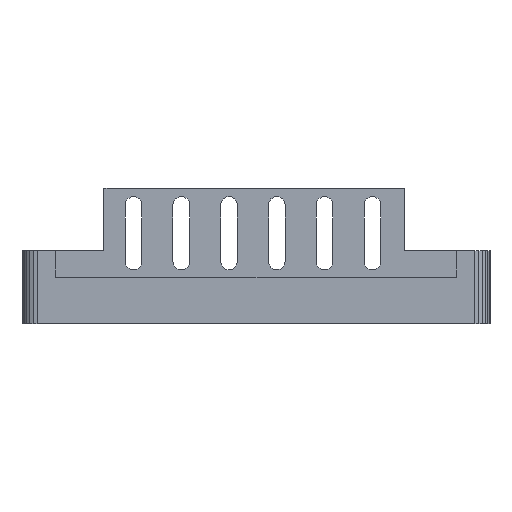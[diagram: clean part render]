
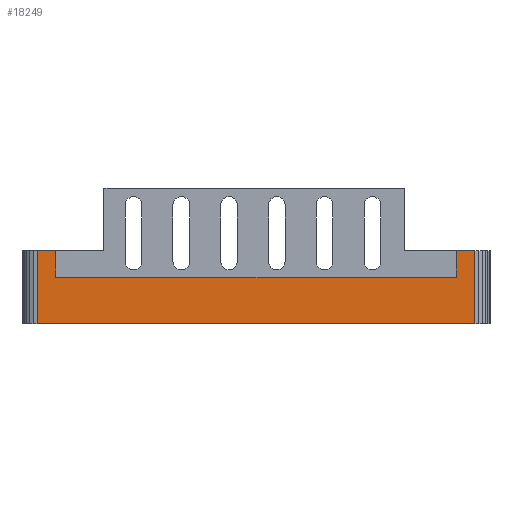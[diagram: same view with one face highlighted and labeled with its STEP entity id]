
A CAD part, front view. The second image highlights one B-rep face of the part: STEP entity #18249.
In plain terms, the highlighted planar face has unit normal (0, -1, 0).
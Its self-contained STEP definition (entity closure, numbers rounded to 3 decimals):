
#867 = CARTESIAN_POINT ( 'NONE',  ( 2., 0., 0. ) ) ;
#1330 = ORIENTED_EDGE ( 'NONE', *, *, #21186, .F. ) ;
#1833 = VERTEX_POINT ( 'NONE', #9623 ) ;
#2305 = VECTOR ( 'NONE', #14149, 1000. ) ;
#2354 = EDGE_CURVE ( 'NONE', #17764, #11989, #20854, .T. ) ;
#2622 = VECTOR ( 'NONE', #20106, 1000. ) ;
#2716 = PLANE ( 'NONE',  #14250 ) ;
#2794 = DIRECTION ( 'NONE',  ( -1., 0., 0. ) ) ;
#3214 = DIRECTION ( 'NONE',  ( 0., 0., 1. ) ) ;
#3380 = VERTEX_POINT ( 'NONE', #11517 ) ;
#3437 = LINE ( 'NONE', #13626, #10965 ) ;
#3532 = VECTOR ( 'NONE', #12744, 1000. ) ;
#4371 = LINE ( 'NONE', #15003, #3532 ) ;
#5988 = ORIENTED_EDGE ( 'NONE', *, *, #12369, .F. ) ;
#6255 = EDGE_CURVE ( 'NONE', #3380, #1833, #4371, .T. ) ;
#6257 = CARTESIAN_POINT ( 'NONE',  ( 60., 0., 0. ) ) ;
#6429 = EDGE_LOOP ( 'NONE', ( #21998, #5988, #11468, #13903, #15707, #18603, #21952, #1330 ) ) ;
#6764 = VECTOR ( 'NONE', #15760, 1000. ) ;
#7631 = DIRECTION ( 'NONE',  ( 1., 0., 0. ) ) ;
#7880 = EDGE_CURVE ( 'NONE', #17045, #11297, #19738, .T. ) ;
#8142 = CARTESIAN_POINT ( 'NONE',  ( 0., 0., 0. ) ) ;
#8940 = CARTESIAN_POINT ( 'NONE',  ( 60., 0., 9.707 ) ) ;
#9414 = EDGE_CURVE ( 'NONE', #18992, #19668, #16258, .T. ) ;
#9623 = CARTESIAN_POINT ( 'NONE',  ( 60., 0., 9.707 ) ) ;
#9799 = CARTESIAN_POINT ( 'NONE',  ( 2., 0., 9.707 ) ) ;
#10129 = CARTESIAN_POINT ( 'NONE',  ( 4.5, 0., 9.707 ) ) ;
#10638 = LINE ( 'NONE', #8940, #2305 ) ;
#10906 = VECTOR ( 'NONE', #7631, 1000. ) ;
#10965 = VECTOR ( 'NONE', #3214, 1000. ) ;
#11297 = VERTEX_POINT ( 'NONE', #11905 ) ;
#11309 = DIRECTION ( 'NONE',  ( 0., 0., 1. ) ) ;
#11468 = ORIENTED_EDGE ( 'NONE', *, *, #7880, .F. ) ;
#11517 = CARTESIAN_POINT ( 'NONE',  ( 57.5, 0., 9.707 ) ) ;
#11905 = CARTESIAN_POINT ( 'NONE',  ( 4.5, 0., 9.707 ) ) ;
#11989 = VERTEX_POINT ( 'NONE', #18871 ) ;
#12369 = EDGE_CURVE ( 'NONE', #11297, #17764, #13308, .T. ) ;
#12744 = DIRECTION ( 'NONE',  ( 1., 0., 0. ) ) ;
#13308 = LINE ( 'NONE', #10129, #2622 ) ;
#13626 = CARTESIAN_POINT ( 'NONE',  ( 57.5, 0., 6.2 ) ) ;
#13843 = VECTOR ( 'NONE', #2794, 1000. ) ;
#13903 = ORIENTED_EDGE ( 'NONE', *, *, #16339, .T. ) ;
#14149 = DIRECTION ( 'NONE',  ( 0., 0., -1. ) ) ;
#14250 = AXIS2_PLACEMENT_3D ( 'NONE', #8142, #21942, #11309 ) ;
#14289 = VECTOR ( 'NONE', #17113, 1000. ) ;
#15003 = CARTESIAN_POINT ( 'NONE',  ( 57.75, 0., 9.707 ) ) ;
#15707 = ORIENTED_EDGE ( 'NONE', *, *, #9414, .F. ) ;
#15760 = DIRECTION ( 'NONE',  ( 1., 0., 0. ) ) ;
#16258 = LINE ( 'NONE', #867, #13843 ) ;
#16339 = EDGE_CURVE ( 'NONE', #17045, #19668, #20947, .T. ) ;
#17045 = VERTEX_POINT ( 'NONE', #9799 ) ;
#17113 = DIRECTION ( 'NONE',  ( 0., 0., -1. ) ) ;
#17229 = CARTESIAN_POINT ( 'NONE',  ( 2., 0., 9.707 ) ) ;
#17764 = VERTEX_POINT ( 'NONE', #21855 ) ;
#18249 = ADVANCED_FACE ( 'NONE', ( #18435 ), #2716, .F. ) ;
#18435 = FACE_OUTER_BOUND ( 'NONE', #6429, .T. ) ;
#18603 = ORIENTED_EDGE ( 'NONE', *, *, #21667, .F. ) ;
#18850 = CARTESIAN_POINT ( 'NONE',  ( 2., 0., 0. ) ) ;
#18871 = CARTESIAN_POINT ( 'NONE',  ( 57.5, 0., 6.2 ) ) ;
#18992 = VERTEX_POINT ( 'NONE', #6257 ) ;
#19668 = VERTEX_POINT ( 'NONE', #18850 ) ;
#19738 = LINE ( 'NONE', #20074, #10906 ) ;
#20074 = CARTESIAN_POINT ( 'NONE',  ( 57.75, 0., 9.707 ) ) ;
#20106 = DIRECTION ( 'NONE',  ( 0., 0., -1. ) ) ;
#20854 = LINE ( 'NONE', #22329, #6764 ) ;
#20947 = LINE ( 'NONE', #17229, #14289 ) ;
#21186 = EDGE_CURVE ( 'NONE', #11989, #3380, #3437, .T. ) ;
#21667 = EDGE_CURVE ( 'NONE', #1833, #18992, #10638, .T. ) ;
#21855 = CARTESIAN_POINT ( 'NONE',  ( 4.5, 0., 6.2 ) ) ;
#21942 = DIRECTION ( 'NONE',  ( 0., 1., 0. ) ) ;
#21952 = ORIENTED_EDGE ( 'NONE', *, *, #6255, .F. ) ;
#21998 = ORIENTED_EDGE ( 'NONE', *, *, #2354, .F. ) ;
#22329 = CARTESIAN_POINT ( 'NONE',  ( 18.992, 0., 6.2 ) ) ;
